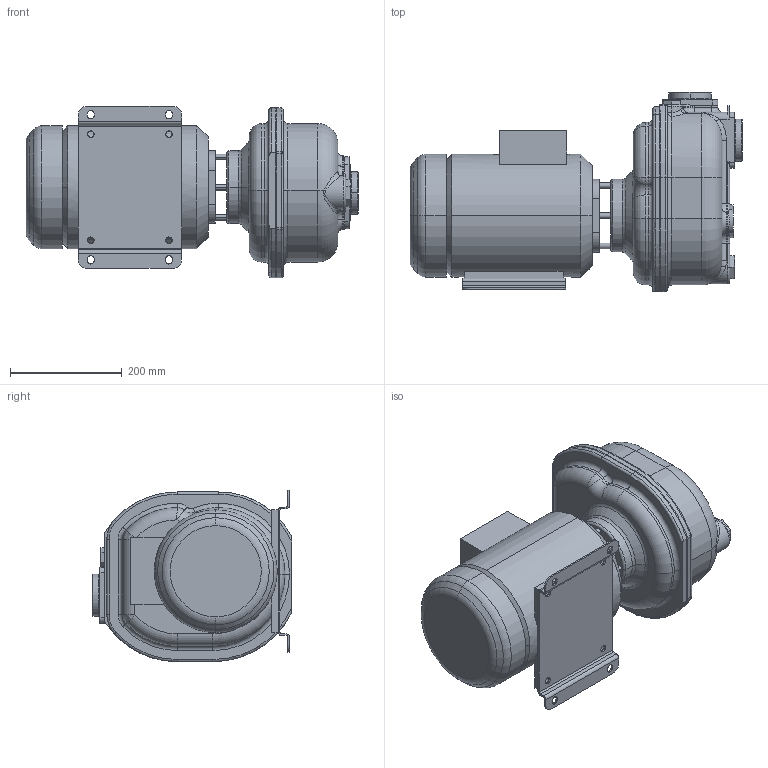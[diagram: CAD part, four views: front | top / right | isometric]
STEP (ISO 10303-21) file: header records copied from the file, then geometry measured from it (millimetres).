
FILE_DESCRIPTION((''),'2;1');
FILE_NAME('S_61_K_T','2016-05-27T',('Amenduni'),(''),'CREO PARAMETRIC BY PTC INC, 2015290','CREO PARAMETRIC BY PTC INC, 2015290','');
FILE_SCHEMA(('CONFIG_CONTROL_DESIGN'));
Products named in the file (1): S_61_K_T
Bounding box: 594.5 x 357 x 307 mm (x, y, z)
Volume: 17967489.8 mm3; surface area: 1187259.8 mm2
Topology: 2 solids, 9 shells, 783 faces, 1915 edges, 1154 vertices
Faces by surface type: cylinder 281, plane 182, bspline 157, torus 115, cone 36, sphere 12
Entity records: 47660 total; most frequent: CARTESIAN_POINT 30176, ORIENTED_EDGE 3770, DIRECTION 3517, EDGE_CURVE 1885, AXIS2_PLACEMENT_3D 1447, VERTEX_POINT 1154, EDGE_LOOP 847, CIRCLE 821
